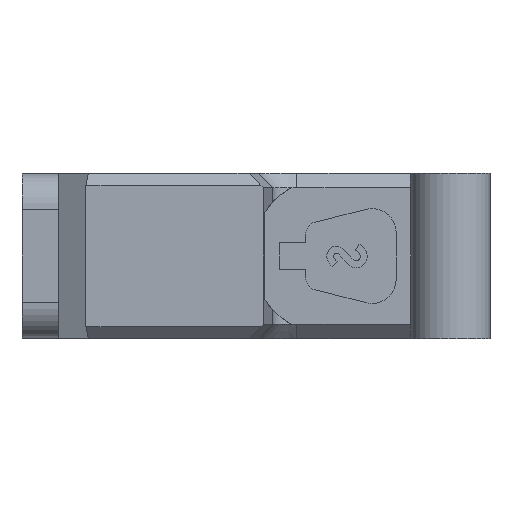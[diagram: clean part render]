
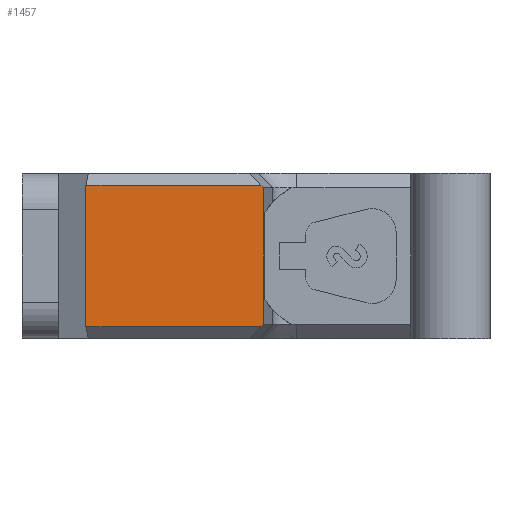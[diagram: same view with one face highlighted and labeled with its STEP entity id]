
A CAD part, front view. The second image highlights one B-rep face of the part: STEP entity #1457.
In plain terms, the highlighted planar face has unit normal (0, -1, 0).
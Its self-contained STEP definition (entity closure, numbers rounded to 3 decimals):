
#331 = CARTESIAN_POINT ( 'NONE',  ( -2.701, 33., 1.2 ) ) ;
#1154 = VECTOR ( 'NONE', #3774, 1000. ) ;
#1181 = VERTEX_POINT ( 'NONE', #331 ) ;
#1198 = CARTESIAN_POINT ( 'NONE',  ( -17.2, 33., 12.9 ) ) ;
#1457 = ADVANCED_FACE ( 'NONE', ( #3292 ), #5232, .F. ) ;
#1607 = ORIENTED_EDGE ( 'NONE', *, *, #3409, .F. ) ;
#1782 = CARTESIAN_POINT ( 'NONE',  ( -3.076, 33., 13.272 ) ) ;
#1868 = CARTESIAN_POINT ( 'NONE',  ( -17., 33., 1.2 ) ) ;
#1975 = LINE ( 'NONE', #5202, #3347 ) ;
#2088 = EDGE_CURVE ( 'NONE', #1181, #2186, #1975, .T. ) ;
#2139 = CARTESIAN_POINT ( 'NONE',  ( -2.5, 33., 13.9 ) ) ;
#2144 = EDGE_CURVE ( 'NONE', #3243, #4339, #2757, .T. ) ;
#2186 = VERTEX_POINT ( 'NONE', #5461 ) ;
#2266 = EDGE_CURVE ( 'NONE', #3463, #3011, #5226, .T. ) ;
#2333 = ORIENTED_EDGE ( 'NONE', *, *, #6243, .T. ) ;
#2495 = DIRECTION ( 'NONE',  ( 0., 0., 1. ) ) ;
#2757 = LINE ( 'NONE', #5054, #3242 ) ;
#3011 = VERTEX_POINT ( 'NONE', #5911 ) ;
#3171 = DIRECTION ( 'NONE',  ( 0.709, 0., 0.705 ) ) ;
#3239 = LINE ( 'NONE', #1868, #4760 ) ;
#3242 = VECTOR ( 'NONE', #8371, 1000. ) ;
#3243 = VERTEX_POINT ( 'NONE', #7404 ) ;
#3292 = FACE_OUTER_BOUND ( 'NONE', #3635, .T. ) ;
#3347 = VECTOR ( 'NONE', #3171, 1000. ) ;
#3409 = EDGE_CURVE ( 'NONE', #3463, #2186, #4748, .T. ) ;
#3463 = VERTEX_POINT ( 'NONE', #8330 ) ;
#3560 = EDGE_CURVE ( 'NONE', #4339, #1181, #3239, .T. ) ;
#3635 = EDGE_LOOP ( 'NONE', ( #1607, #5534, #2333, #3844, #7135, #5755 ) ) ;
#3774 = DIRECTION ( 'NONE',  ( -1., 0., 0. ) ) ;
#3844 = ORIENTED_EDGE ( 'NONE', *, *, #2144, .T. ) ;
#3866 = CARTESIAN_POINT ( 'NONE',  ( -17., 33., 13.9 ) ) ;
#4057 = VECTOR ( 'NONE', #4835, 1000. ) ;
#4339 = VERTEX_POINT ( 'NONE', #5058 ) ;
#4350 = AXIS2_PLACEMENT_3D ( 'NONE', #3866, #5323, #2495 ) ;
#4748 = LINE ( 'NONE', #2139, #4057 ) ;
#4760 = VECTOR ( 'NONE', #8641, 1000. ) ;
#4835 = DIRECTION ( 'NONE',  ( 0., 0., -1. ) ) ;
#5054 = CARTESIAN_POINT ( 'NONE',  ( -17.2, 33., 13.9 ) ) ;
#5058 = CARTESIAN_POINT ( 'NONE',  ( -17.2, 33., 1.2 ) ) ;
#5202 = CARTESIAN_POINT ( 'NONE',  ( -2.5, 33., 1.4 ) ) ;
#5226 = LINE ( 'NONE', #1782, #5498 ) ;
#5232 = PLANE ( 'NONE',  #4350 ) ;
#5323 = DIRECTION ( 'NONE',  ( 0., 1., 0. ) ) ;
#5461 = CARTESIAN_POINT ( 'NONE',  ( -2.5, 33., 1.4 ) ) ;
#5498 = VECTOR ( 'NONE', #8592, 1000. ) ;
#5534 = ORIENTED_EDGE ( 'NONE', *, *, #2266, .T. ) ;
#5755 = ORIENTED_EDGE ( 'NONE', *, *, #2088, .T. ) ;
#5911 = CARTESIAN_POINT ( 'NONE',  ( -2.701, 33., 12.9 ) ) ;
#6243 = EDGE_CURVE ( 'NONE', #3011, #3243, #7263, .T. ) ;
#7135 = ORIENTED_EDGE ( 'NONE', *, *, #3560, .T. ) ;
#7263 = LINE ( 'NONE', #1198, #1154 ) ;
#7404 = CARTESIAN_POINT ( 'NONE',  ( -17.2, 33., 12.9 ) ) ;
#8330 = CARTESIAN_POINT ( 'NONE',  ( -2.5, 33., 12.7 ) ) ;
#8371 = DIRECTION ( 'NONE',  ( 0., 0., -1. ) ) ;
#8592 = DIRECTION ( 'NONE',  ( -0.709, 0., 0.705 ) ) ;
#8641 = DIRECTION ( 'NONE',  ( 1., 0., 0. ) ) ;
